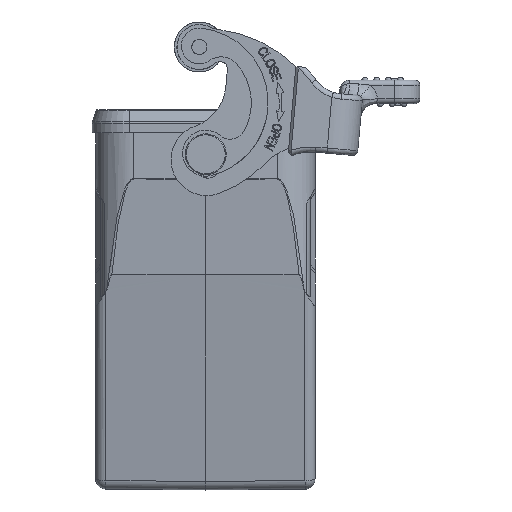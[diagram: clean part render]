
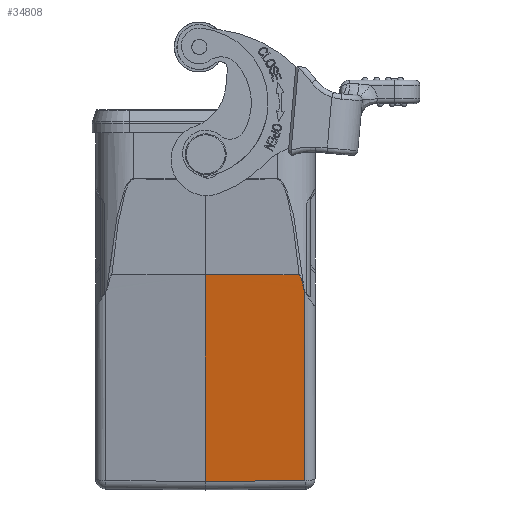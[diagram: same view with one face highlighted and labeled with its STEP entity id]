
A CAD part, left-side view. The second image highlights one B-rep face of the part: STEP entity #34808.
In plain terms, the highlighted planar face has unit normal (-0.987, -0.009, -0.16).
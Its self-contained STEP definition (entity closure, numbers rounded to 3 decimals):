
#9918=CARTESIAN_POINT('',(-28.196,-18.363,
-29.779));
#10972=DIRECTION('',(-0.16,0.,0.987));
#10973=VECTOR('',#10972,37.533);
#10974=CARTESIAN_POINT('',(-21.628,-19.517,
-70.15));
#10975=LINE('',#10974,#10973);
#10976=CARTESIAN_POINT('',(-27.646,-19.517,
-33.103));
#10985=DIRECTION('',(-0.16,0.,0.987));
#10986=VECTOR('',#10985,41.05);
#10987=CARTESIAN_POINT('',(-21.773,0.,
-70.321));
#10988=LINE('',#10987,#10986);
#10989=DIRECTION('',(0.009,-1.,0.001));
#10990=VECTOR('',#10989,18.364);
#10991=CARTESIAN_POINT('',(-28.355,0.,
-29.801));
#10992=LINE('',#10991,#10990);
#10993=CARTESIAN_POINT('',(-28.197,-18.356,
-29.778));
#10994=CARTESIAN_POINT('',(-28.196,-18.367,
-29.778));
#10995=CARTESIAN_POINT('',(-28.196,-18.389,
-29.782));
#10996=CARTESIAN_POINT('',(-28.193,-18.423,
-29.797));
#10997=CARTESIAN_POINT('',(-28.188,-18.455,
-29.825));
#10998=CARTESIAN_POINT('',(-28.182,-18.484,
-29.859));
#10999=CARTESIAN_POINT('',(-28.175,-18.513,
-29.899));
#11000=CARTESIAN_POINT('',(-28.168,-18.541,
-29.945));
#11001=CARTESIAN_POINT('',(-28.159,-18.568,
-29.996));
#11002=CARTESIAN_POINT('',(-28.15,-18.596,
-30.053));
#11003=CARTESIAN_POINT('',(-28.139,-18.624,
-30.116));
#11004=CARTESIAN_POINT('',(-28.128,-18.652,
-30.185));
#11005=CARTESIAN_POINT('',(-28.115,-18.68,
-30.26));
#11006=CARTESIAN_POINT('',(-28.102,-18.709,
-30.342));
#11007=CARTESIAN_POINT('',(-28.087,-18.739,
-30.431));
#11008=CARTESIAN_POINT('',(-28.071,-18.77,
-30.528));
#11009=CARTESIAN_POINT('',(-28.054,-18.802,
-30.633));
#11010=CARTESIAN_POINT('',(-28.035,-18.835,
-30.747));
#11011=CARTESIAN_POINT('',(-28.014,-18.869,
-30.871));
#11012=CARTESIAN_POINT('',(-27.992,-18.904,
-31.005));
#11013=CARTESIAN_POINT('',(-27.968,-18.941,
-31.153));
#11014=CARTESIAN_POINT('',(-27.943,-18.977,
-31.305));
#11015=CARTESIAN_POINT('',(-27.92,-19.009,
-31.442));
#11016=CARTESIAN_POINT('',(-27.901,-19.035,
-31.561));
#11017=CARTESIAN_POINT('',(-27.883,-19.059,
-31.669));
#11018=CARTESIAN_POINT('',(-27.867,-19.079,
-31.764));
#11019=CARTESIAN_POINT('',(-27.853,-19.098,
-31.851));
#11020=CARTESIAN_POINT('',(-27.84,-19.114,
-31.929));
#11021=CARTESIAN_POINT('',(-27.829,-19.128,
-32.));
#11022=CARTESIAN_POINT('',(-27.818,-19.141,
-32.064));
#11023=CARTESIAN_POINT('',(-27.809,-19.153,
-32.123));
#11024=CARTESIAN_POINT('',(-27.8,-19.163,
-32.177));
#11025=CARTESIAN_POINT('',(-27.792,-19.173,
-32.226));
#11026=CARTESIAN_POINT('',(-27.784,-19.182,
-32.271));
#11027=CARTESIAN_POINT('',(-27.777,-19.19,
-32.312));
#11028=CARTESIAN_POINT('',(-27.771,-19.197,
-32.35));
#11029=CARTESIAN_POINT('',(-27.766,-19.203,
-32.384));
#11030=CARTESIAN_POINT('',(-27.76,-19.209,
-32.416));
#11031=CARTESIAN_POINT('',(-27.756,-19.215,
-32.445));
#11032=CARTESIAN_POINT('',(-27.751,-19.22,
-32.471));
#11033=CARTESIAN_POINT('',(-27.747,-19.224,
-32.495));
#11034=CARTESIAN_POINT('',(-27.744,-19.228,
-32.517));
#11035=CARTESIAN_POINT('',(-27.74,-19.232,
-32.538));
#11036=CARTESIAN_POINT('',(-27.737,-19.236,
-32.556));
#11037=CARTESIAN_POINT('',(-27.734,-19.239,
-32.574));
#11038=CARTESIAN_POINT('',(-27.732,-19.242,
-32.591));
#11039=CARTESIAN_POINT('',(-27.729,-19.245,
-32.606));
#11040=CARTESIAN_POINT('',(-27.727,-19.247,
-32.622));
#11041=CARTESIAN_POINT('',(-27.724,-19.251,
-32.636));
#11042=CARTESIAN_POINT('',(-27.722,-19.251,
-32.653));
#11043=CARTESIAN_POINT('',(-27.721,-19.258,
-32.657));
#11044=CARTESIAN_POINT('',(-27.721,-19.262,
-32.659));
#11046=CARTESIAN_POINT('',(-27.718,-19.261,
-32.658));
#11047=CARTESIAN_POINT('',(-27.71,-19.29,
-32.708));
#11048=CARTESIAN_POINT('',(-27.697,-19.348,
-32.808));
#11049=CARTESIAN_POINT('',(-27.671,-19.432,
-32.954));
#11050=CARTESIAN_POINT('',(-27.654,-19.489,
-33.053));
#11051=CARTESIAN_POINT('',(-27.646,-19.517,
-33.103));
#11053=DIRECTION('',(-0.007,1.,-0.009));
#11054=VECTOR('',#11053,19.519);
#11055=CARTESIAN_POINT('',(-21.628,-19.517,
-70.15));
#11056=LINE('',#11055,#11054);
#12314=CARTESIAN_POINT('',(-27.718,-19.261,
-32.658));
#15975=VERTEX_POINT('',#9918);
#15976=CARTESIAN_POINT('',(-28.355,0.,
-29.801));
#15977=VERTEX_POINT('',#15976);
#15978=VERTEX_POINT('',#12314);
#15982=VERTEX_POINT('',#10976);
#16285=CARTESIAN_POINT('',(-21.773,0.,
-70.321));
#16287=VERTEX_POINT('',#16285);
#16291=CARTESIAN_POINT('',(-21.628,-19.517,
-70.15));
#16292=VERTEX_POINT('',#16291);
#34793=CARTESIAN_POINT('',(-21.5,0.,-72.));
#34794=DIRECTION('',(-0.987,-0.009,-0.16));
#34795=DIRECTION('',(-0.16,0.,0.987));
#34796=AXIS2_PLACEMENT_3D('',#34793,#34794,#34795);
#34797=PLANE('',#34796);
#34799=ORIENTED_EDGE('',*,*,#34798,.T.);
#34800=ORIENTED_EDGE('',*,*,#33338,.T.);
#34801=ORIENTED_EDGE('',*,*,#33484,.T.);
#34803=ORIENTED_EDGE('',*,*,#34802,.T.);
#34804=ORIENTED_EDGE('',*,*,#34785,.F.);
#34805=ORIENTED_EDGE('',*,*,#32414,.T.);
#34806=EDGE_LOOP('',(#34799,#34800,#34801,#34803,#34804,#34805));
#34807=FACE_OUTER_BOUND('',#34806,.F.);
#34808=ADVANCED_FACE('',(#34807),#34797,.T.);
#11045=B_SPLINE_CURVE_WITH_KNOTS('',3,(#10993,#10994,#10995,#10996,#10997,
#10998,#10999,#11000,#11001,#11002,#11003,#11004,#11005,#11006,#11007,#11008,
#11009,#11010,#11011,#11012,#11013,#11014,#11015,#11016,#11017,#11018,#11019,
#11020,#11021,#11022,#11023,#11024,#11025,#11026,#11027,#11028,#11029,#11030,
#11031,#11032,#11033,#11034,#11035,#11036,#11037,#11038,#11039,#11040,#11041,
#11042,#11043,#11044),.UNSPECIFIED.,.F.,.F.,(4,1,1,1,1,1,1,1,1,1,1,1,1,1,1,1,1,
1,1,1,1,1,1,1,1,1,1,1,1,1,1,1,1,1,1,1,1,1,1,1,1,1,1,1,1,1,1,1,1,4),(0.,
0.02,0.041,0.061,0.082,
0.102,0.122,0.143,0.163,
0.184,0.204,0.224,0.245,
0.265,0.286,0.306,0.327,
0.347,0.367,0.388,0.408,
0.429,0.449,0.469,0.49,
0.51,0.531,0.551,0.571,
0.592,0.612,0.633,0.653,
0.673,0.694,0.714,0.735,
0.755,0.776,0.796,0.816,
0.837,0.857,0.878,0.898,
0.918,0.939,0.959,0.98,1.),
.UNSPECIFIED.);
#11052=B_SPLINE_CURVE_WITH_KNOTS('',3,(#11046,#11047,#11048,#11049,#11050,
#11051),.UNSPECIFIED.,.F.,.F.,(4,1,1,4),(0.,0.333,
0.667,1.),.UNSPECIFIED.);
#32414=EDGE_CURVE('',#16292,#16287,#11056,.T.);
#33338=EDGE_CURVE('',#15977,#15975,#10992,.T.);
#33484=EDGE_CURVE('',#15975,#15978,#11045,.T.);
#34785=EDGE_CURVE('',#16292,#15982,#10975,.T.);
#34798=EDGE_CURVE('',#16287,#15977,#10988,.T.);
#34802=EDGE_CURVE('',#15978,#15982,#11052,.T.);
